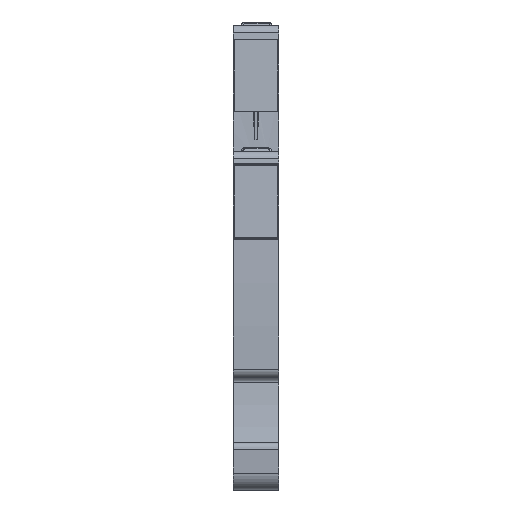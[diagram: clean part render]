
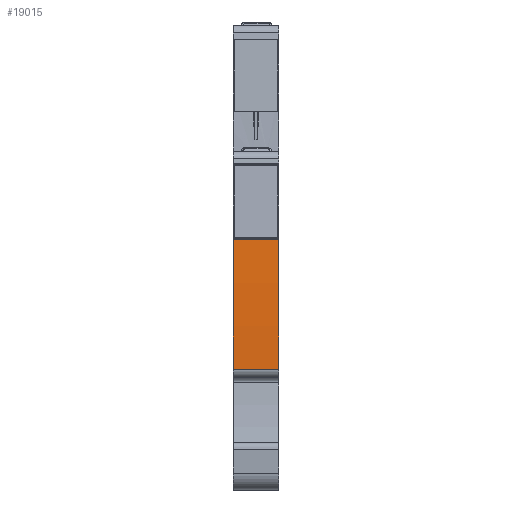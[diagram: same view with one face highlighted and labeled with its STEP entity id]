
A CAD part, front view. The second image highlights one B-rep face of the part: STEP entity #19015.
In plain terms, the highlighted cylindrical face has radius 154.9 mm (diameter 309.8 mm), a partial arc.
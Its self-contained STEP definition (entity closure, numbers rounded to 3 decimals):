
#10816=AXIS2_PLACEMENT_3D('Circle Axis2P3D',#10814,#10815,$) ;
#13759=AXIS2_PLACEMENT_3D('Circle Axis2P3D',#13757,#13758,$) ;
#18865=AXIS2_PLACEMENT_3D('Cylinder Axis2P3D',#18862,#18863,#18864) ;
#10811=CARTESIAN_POINT('Vertex',(0.,0.536,13.427)) ;
#10814=CARTESIAN_POINT('Axis2P3D Location',(0.,155.394,17.05)) ;
#10818=CARTESIAN_POINT('Vertex',(0.,0.869,27.819)) ;
#12419=CARTESIAN_POINT('Vertex',(5.1,0.536,13.427)) ;
#13754=CARTESIAN_POINT('Vertex',(5.1,0.869,27.819)) ;
#13757=CARTESIAN_POINT('Axis2P3D Location',(5.1,155.394,17.05)) ;
#18862=CARTESIAN_POINT('Axis2P3D Location',(2.55,155.394,17.05)) ;
#18991=CARTESIAN_POINT('Line Origine',(2.55,0.869,27.819)) ;
#19004=CARTESIAN_POINT('Line Origine',(2.55,0.536,13.427)) ;
#10815=DIRECTION('Axis2P3D Direction',(1.,0.,0.)) ;
#13758=DIRECTION('Axis2P3D Direction',(1.,0.,0.)) ;
#18863=DIRECTION('Axis2P3D Direction',(1.,0.,0.)) ;
#18864=DIRECTION('Axis2P3D XDirection',(0.,-0.992,0.127)) ;
#18992=DIRECTION('Vector Direction',(1.,0.,0.)) ;
#19005=DIRECTION('Vector Direction',(1.,0.,0.)) ;
#18993=VECTOR('Line Direction',#18992,1.) ;
#19006=VECTOR('Line Direction',#19005,1.) ;
#19010=ORIENTED_EDGE('',*,*,#10820,.T.) ;
#19011=ORIENTED_EDGE('',*,*,#19008,.T.) ;
#19012=ORIENTED_EDGE('',*,*,#13761,.F.) ;
#19013=ORIENTED_EDGE('',*,*,#18995,.F.) ;
#19015=ADVANCED_FACE('PartBody',(#19014),#18866,.T.) ;
#10817=CIRCLE('generated circle',#10816,154.9) ;
#13760=CIRCLE('generated circle',#13759,154.9) ;
#18866=CYLINDRICAL_SURFACE('generated cylinder',#18865,154.9) ;
#10820=EDGE_CURVE('',#10819,#10812,#10817,.T.) ;
#13761=EDGE_CURVE('',#13755,#12420,#13760,.T.) ;
#18995=EDGE_CURVE('',#10819,#13755,#18994,.T.) ;
#19008=EDGE_CURVE('',#10812,#12420,#19007,.T.) ;
#19009=EDGE_LOOP('',(#19010,#19011,#19012,#19013)) ;
#19014=FACE_OUTER_BOUND('',#19009,.T.) ;
#18994=LINE('Line',#18991,#18993) ;
#19007=LINE('Line',#19004,#19006) ;
#10812=VERTEX_POINT('',#10811) ;
#10819=VERTEX_POINT('',#10818) ;
#12420=VERTEX_POINT('',#12419) ;
#13755=VERTEX_POINT('',#13754) ;
